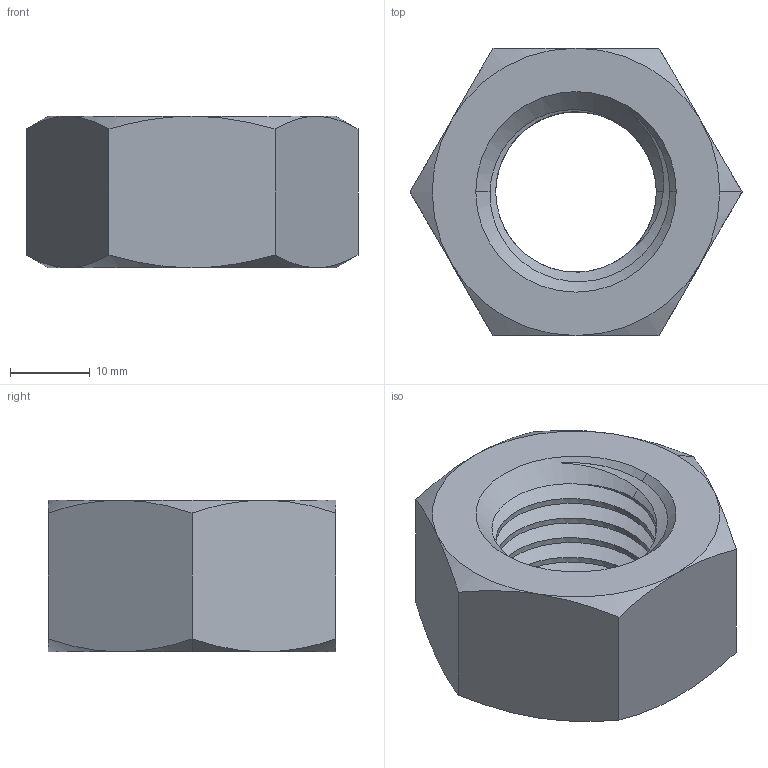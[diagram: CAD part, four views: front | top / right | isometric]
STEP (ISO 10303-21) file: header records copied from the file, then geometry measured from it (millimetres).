
FILE_DESCRIPTION (( 'STEP AP214' ), '1' );
FILE_NAME ('M24 Nut.STEP', '2019-04-24T08:18:48', ( '' ), ( '' ), 'SwSTEP 2.0', 'SolidWorks 2018', '' );
FILE_SCHEMA (( 'AUTOMOTIVE_DESIGN' ));
Length unit declared in the file: millimetre
Products named in the file (1): M24 Nut
Bounding box: 41.57 x 36 x 19 mm (x, y, z)
Volume: 14009.9 mm3; surface area: 5768.1 mm2
Topology: 1 solids, 1 shells, 40 faces, 99 edges, 61 vertices
Faces by surface type: cone 19, cylinder 11, plane 8, bspline 2
Entity records: 2433 total; most frequent: CARTESIAN_POINT 1572, ORIENTED_EDGE 198, DIRECTION 143, EDGE_CURVE 99, VERTEX_POINT 61, AXIS2_PLACEMENT_3D 60, EDGE_LOOP 42, ADVANCED_FACE 40
